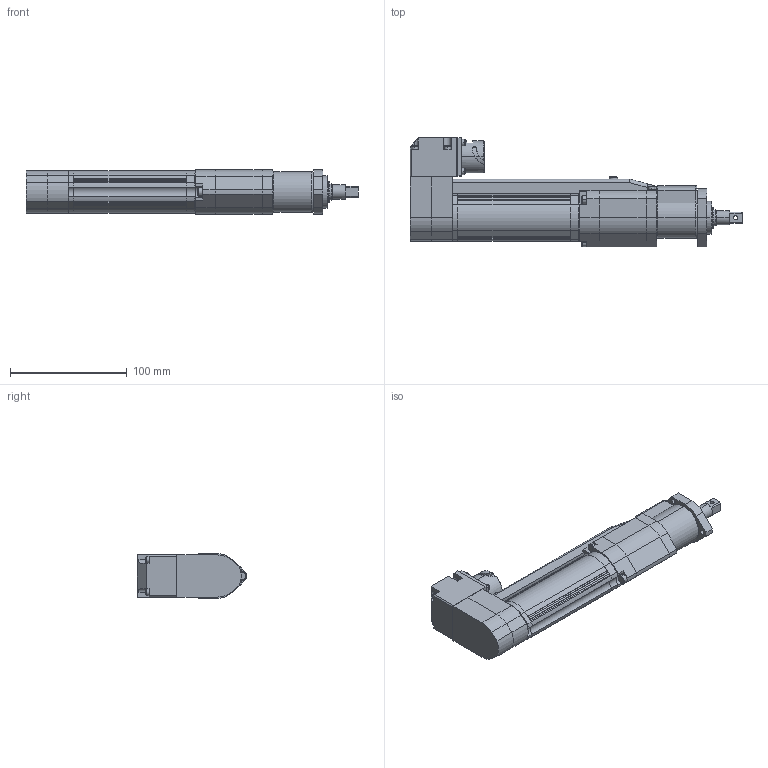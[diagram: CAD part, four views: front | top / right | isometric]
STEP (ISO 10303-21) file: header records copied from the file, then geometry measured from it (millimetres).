
FILE_DESCRIPTION (( 'STEP AP203' ), '1' );
FILE_NAME ('CFT-281RS1-SL.STEP', '2015-07-01T12:41:41', ( '' ), ( '' ), 'SwSTEP 2.0', 'SolidWorks 2015', '' );
FILE_SCHEMA (( 'CONFIG_CONTROL_DESIGN' ));
Length unit declared in the file: millimetre
Products named in the file (1): CFT-281RS1-SL
Bounding box: 284 x 93.99 x 38 mm (x, y, z)
Volume: 427577.3 mm3; surface area: 94839.4 mm2
Topology: 30 solids, 30 shells, 434 faces, 1027 edges, 660 vertices
Faces by surface type: plane 213, cylinder 142, cone 54, torus 16, bspline 9
Entity records: 14712 total; most frequent: CARTESIAN_POINT 4522, DIRECTION 2148, ORIENTED_EDGE 2054, EDGE_CURVE 1027, AXIS2_PLACEMENT_3D 779, VERTEX_POINT 660, VECTOR 590, LINE 590
